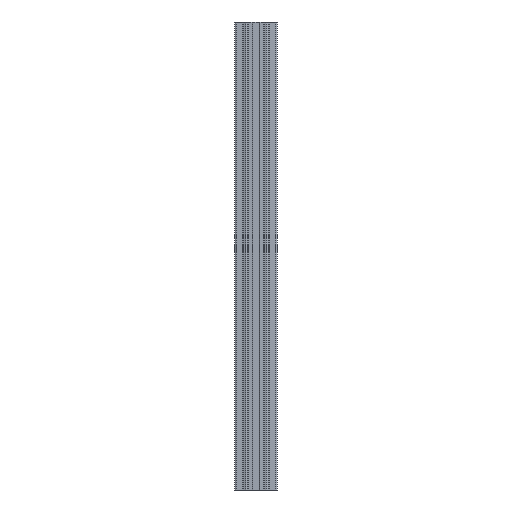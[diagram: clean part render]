
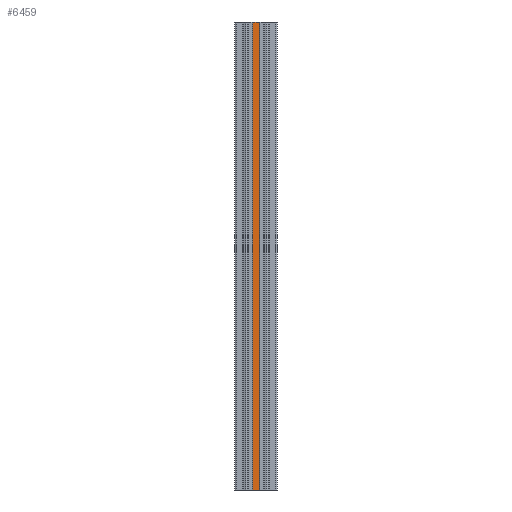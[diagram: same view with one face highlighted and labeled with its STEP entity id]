
A CAD part, front view. The second image highlights one B-rep face of the part: STEP entity #6459.
In plain terms, the highlighted planar face has unit normal (0, -1, 0).
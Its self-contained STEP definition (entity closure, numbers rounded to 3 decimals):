
#133=PLANE($,#7046);
#419=FACE_OUTER_BOUND($,#745,.T.);
#745=EDGE_LOOP($,(#5029,#5030,#5031,#5032));
#1295=LINE($,#10597,#1933);
#1296=LINE($,#10600,#1934);
#1297=LINE($,#10602,#1935);
#1298=LINE($,#10603,#1936);
#1933=VECTOR($,#8644,1000.);
#1934=VECTOR($,#8647,14.4);
#1935=VECTOR($,#8648,14.4);
#1936=VECTOR($,#8649,1000.);
#2935=VERTEX_POINT($,#10593);
#2936=VERTEX_POINT($,#10595);
#2937=VERTEX_POINT($,#10599);
#2938=VERTEX_POINT($,#10601);
#3819=EDGE_CURVE($,#2935,#2936,#1295,.T.);
#3820=EDGE_CURVE($,#2937,#2935,#1296,.T.);
#3821=EDGE_CURVE($,#2938,#2936,#1297,.T.);
#3822=EDGE_CURVE($,#2937,#2938,#1298,.T.);
#5029=ORIENTED_EDGE($,*,*,#3820,.T.);
#5030=ORIENTED_EDGE($,*,*,#3819,.T.);
#5031=ORIENTED_EDGE($,*,*,#3821,.F.);
#5032=ORIENTED_EDGE($,*,*,#3822,.F.);
#6459=ADVANCED_FACE($,(#419),#133,.T.);
#7046=AXIS2_PLACEMENT_3D($,#10598,#8645,#8646);
#8644=DIRECTION($,(0.,0.,1.));
#8645=DIRECTION('center_axis',(0.,-1.,0.));
#8646=DIRECTION('ref_axis',(1.,0.,0.));
#8647=DIRECTION($,(1.,0.,0.));
#8648=DIRECTION($,(1.,0.,0.));
#8649=DIRECTION($,(0.,0.,1.));
#10593=CARTESIAN_POINT('',(7.2,-21.5,0.));
#10595=CARTESIAN_POINT('',(7.2,-21.5,1000.));
#10597=CARTESIAN_POINT($,(7.2,-21.5,0.));
#10598=CARTESIAN_POINT('Origin',(-7.2,-21.5,0.));
#10599=CARTESIAN_POINT('',(-7.2,-21.5,0.));
#10600=CARTESIAN_POINT($,(-7.2,-21.5,0.));
#10601=CARTESIAN_POINT('',(-7.2,-21.5,1000.));
#10602=CARTESIAN_POINT($,(-7.2,-21.5,1000.));
#10603=CARTESIAN_POINT($,(-7.2,-21.5,0.));
